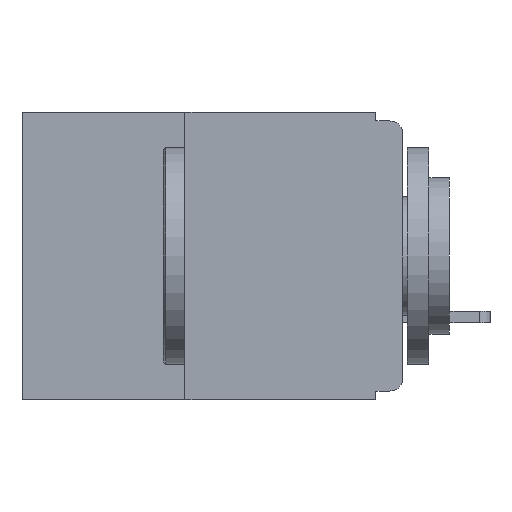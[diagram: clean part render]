
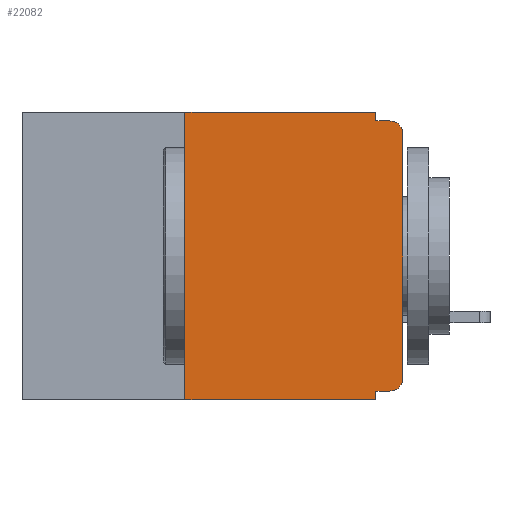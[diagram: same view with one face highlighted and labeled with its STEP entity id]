
A CAD part, left-side view. The second image highlights one B-rep face of the part: STEP entity #22082.
In plain terms, the highlighted planar face has unit normal (-1, 0, 0).
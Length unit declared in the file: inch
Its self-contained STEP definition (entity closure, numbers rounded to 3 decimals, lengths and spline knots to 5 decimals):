
#385 = DIRECTION ( 'NONE',  ( -1., 0., 0. ) ) ;
#684 = VERTEX_POINT ( 'NONE', #12466 ) ;
#745 = EDGE_CURVE ( 'NONE', #14703, #20326, #11955, .T. ) ;
#1885 = EDGE_CURVE ( 'NONE', #16047, #684, #2365, .T. ) ;
#1930 = VECTOR ( 'NONE', #12516, 39.37008 ) ;
#2365 = LINE ( 'NONE', #13313, #19625 ) ;
#2691 = VECTOR ( 'NONE', #4963, 39.37008 ) ;
#2790 = VERTEX_POINT ( 'NONE', #5107 ) ;
#3120 = CARTESIAN_POINT ( 'NONE',  ( 0., 0.031, -0.33 ) ) ;
#3379 = EDGE_CURVE ( 'NONE', #4082, #16047, #6618, .T. ) ;
#4082 = VERTEX_POINT ( 'NONE', #10824 ) ;
#4121 = PLANE ( 'NONE',  #11905 ) ;
#4377 = LINE ( 'NONE', #6415, #13065 ) ;
#4617 = DIRECTION ( 'NONE',  ( 0., -1., 0. ) ) ;
#4963 = DIRECTION ( 'NONE',  ( 0., 1., 0. ) ) ;
#5107 = CARTESIAN_POINT ( 'NONE',  ( 0., 0., -0.025 ) ) ;
#5164 = CARTESIAN_POINT ( 'NONE',  ( 0., 0.25, -0.33 ) ) ;
#5368 = ORIENTED_EDGE ( 'NONE', *, *, #3379, .F. ) ;
#5644 = ORIENTED_EDGE ( 'NONE', *, *, #12833, .T. ) ;
#5691 = DIRECTION ( 'NONE',  ( 0., -1., 0. ) ) ;
#5725 = ORIENTED_EDGE ( 'NONE', *, *, #8529, .T. ) ;
#5904 = DIRECTION ( 'NONE',  ( 1., 0., 0. ) ) ;
#5983 = LINE ( 'NONE', #19429, #18582 ) ;
#6415 = CARTESIAN_POINT ( 'NONE',  ( 0., 0.437, -0.33 ) ) ;
#6522 = LINE ( 'NONE', #17118, #15135 ) ;
#6618 = LINE ( 'NONE', #12521, #1930 ) ;
#6663 = AXIS2_PLACEMENT_3D ( 'NONE', #19187, #8943, #20892 ) ;
#7117 = FACE_OUTER_BOUND ( 'NONE', #7545, .T. ) ;
#7302 = DIRECTION ( 'NONE',  ( 0., 0., 1. ) ) ;
#7545 = EDGE_LOOP ( 'NONE', ( #5725, #16508, #15186, #8899, #5368, #12698, #5644, #21238, #16466, #18325 ) ) ;
#8529 = EDGE_CURVE ( 'NONE', #17170, #2790, #21672, .T. ) ;
#8899 = ORIENTED_EDGE ( 'NONE', *, *, #1885, .F. ) ;
#8943 = DIRECTION ( 'NONE',  ( -1., 0., 0. ) ) ;
#9383 = EDGE_CURVE ( 'NONE', #14703, #17170, #15525, .T. ) ;
#9569 = CARTESIAN_POINT ( 'NONE',  ( 0., 0., -0.32 ) ) ;
#10824 = CARTESIAN_POINT ( 'NONE',  ( 0., 0.25, 0. ) ) ;
#10832 = CARTESIAN_POINT ( 'NONE',  ( 0., 0.015, -0.305 ) ) ;
#11414 = CARTESIAN_POINT ( 'NONE',  ( 0., 0.031, -0.32 ) ) ;
#11648 = EDGE_CURVE ( 'NONE', #20326, #20613, #20571, .T. ) ;
#11905 = AXIS2_PLACEMENT_3D ( 'NONE', #21276, #5904, #17936 ) ;
#11955 = LINE ( 'NONE', #9569, #2691 ) ;
#12466 = CARTESIAN_POINT ( 'NONE',  ( 0., 0.031, -0.01 ) ) ;
#12516 = DIRECTION ( 'NONE',  ( 0., -1., 0. ) ) ;
#12521 = CARTESIAN_POINT ( 'NONE',  ( 0., 0.437, 0. ) ) ;
#12578 = DIRECTION ( 'NONE',  ( 0., 0., -1. ) ) ;
#12698 = ORIENTED_EDGE ( 'NONE', *, *, #18515, .F. ) ;
#12833 = EDGE_CURVE ( 'NONE', #12984, #20613, #4377, .T. ) ;
#12984 = VERTEX_POINT ( 'NONE', #5164 ) ;
#13065 = VECTOR ( 'NONE', #4617, 39.37008 ) ;
#13313 = CARTESIAN_POINT ( 'NONE',  ( 0., 0.031, 0. ) ) ;
#13893 = CARTESIAN_POINT ( 'NONE',  ( 0., 0.031, -0.33 ) ) ;
#14642 = AXIS2_PLACEMENT_3D ( 'NONE', #10832, #385, #12578 ) ;
#14703 = VERTEX_POINT ( 'NONE', #20110 ) ;
#14991 = VECTOR ( 'NONE', #22162, 39.37008 ) ;
#15135 = VECTOR ( 'NONE', #18796, 39.37008 ) ;
#15186 = ORIENTED_EDGE ( 'NONE', *, *, #18144, .F. ) ;
#15525 = CIRCLE ( 'NONE', #14642, 0.015 ) ;
#16047 = VERTEX_POINT ( 'NONE', #22077 ) ;
#16466 = ORIENTED_EDGE ( 'NONE', *, *, #745, .F. ) ;
#16508 = ORIENTED_EDGE ( 'NONE', *, *, #18542, .T. ) ;
#16512 = VERTEX_POINT ( 'NONE', #20030 ) ;
#17118 = CARTESIAN_POINT ( 'NONE',  ( 0., 0.25, -0.33 ) ) ;
#17170 = VERTEX_POINT ( 'NONE', #21884 ) ;
#17936 = DIRECTION ( 'NONE',  ( 0., 0., -1. ) ) ;
#18144 = EDGE_CURVE ( 'NONE', #684, #16512, #5983, .T. ) ;
#18277 = DIRECTION ( 'NONE',  ( 0., 0., -1. ) ) ;
#18325 = ORIENTED_EDGE ( 'NONE', *, *, #9383, .T. ) ;
#18515 = EDGE_CURVE ( 'NONE', #12984, #4082, #6522, .T. ) ;
#18542 = EDGE_CURVE ( 'NONE', #2790, #16512, #19640, .T. ) ;
#18582 = VECTOR ( 'NONE', #5691, 39.37008 ) ;
#18796 = DIRECTION ( 'NONE',  ( 0., 0., 1. ) ) ;
#19187 = CARTESIAN_POINT ( 'NONE',  ( 0., 0.015, -0.025 ) ) ;
#19429 = CARTESIAN_POINT ( 'NONE',  ( 0., 0., -0.01 ) ) ;
#19625 = VECTOR ( 'NONE', #18277, 39.37008 ) ;
#19640 = CIRCLE ( 'NONE', #6663, 0.015 ) ;
#20030 = CARTESIAN_POINT ( 'NONE',  ( 0., 0.015, -0.01 ) ) ;
#20057 = VECTOR ( 'NONE', #7302, 39.37008 ) ;
#20110 = CARTESIAN_POINT ( 'NONE',  ( 0., 0.015, -0.32 ) ) ;
#20326 = VERTEX_POINT ( 'NONE', #11414 ) ;
#20571 = LINE ( 'NONE', #3120, #14991 ) ;
#20613 = VERTEX_POINT ( 'NONE', #13893 ) ;
#20892 = DIRECTION ( 'NONE',  ( 0., 0., -1. ) ) ;
#20985 = CARTESIAN_POINT ( 'NONE',  ( 0., 0., 0. ) ) ;
#21238 = ORIENTED_EDGE ( 'NONE', *, *, #11648, .F. ) ;
#21276 = CARTESIAN_POINT ( 'NONE',  ( 0., 0.437, 0. ) ) ;
#21672 = LINE ( 'NONE', #20985, #20057 ) ;
#21884 = CARTESIAN_POINT ( 'NONE',  ( 0., 0., -0.305 ) ) ;
#22077 = CARTESIAN_POINT ( 'NONE',  ( 0., 0.031, 0. ) ) ;
#22082 = ADVANCED_FACE ( 'NONE', ( #7117 ), #4121, .F. ) ;
#22162 = DIRECTION ( 'NONE',  ( 0., 0., -1. ) ) ;
